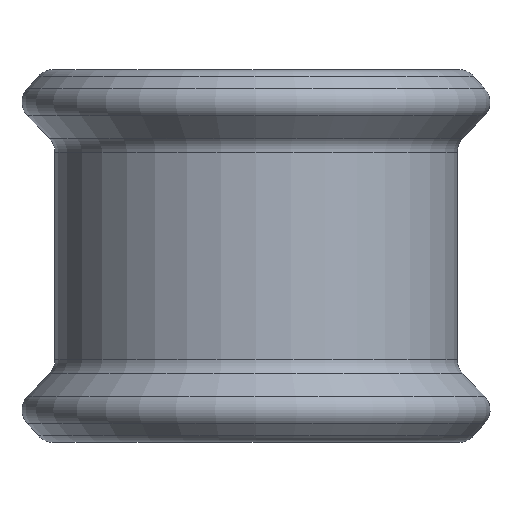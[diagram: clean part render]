
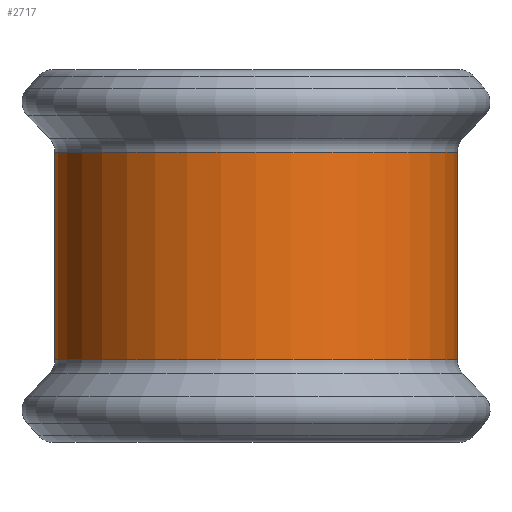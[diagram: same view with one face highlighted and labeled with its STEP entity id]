
A CAD part, front view. The second image highlights one B-rep face of the part: STEP entity #2717.
In plain terms, the highlighted cylindrical face has radius 7.747 mm (diameter 15.494 mm), a partial arc.
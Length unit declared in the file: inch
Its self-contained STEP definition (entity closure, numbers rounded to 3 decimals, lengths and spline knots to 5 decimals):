
#78 = VERTEX_POINT ( 'NONE', #873 ) ;
#97 = LINE ( 'NONE', #5053, #5041 ) ;
#214 = CARTESIAN_POINT ( 'NONE',  ( 0.25, -0.625, 0. ) ) ;
#649 = CARTESIAN_POINT ( 'NONE',  ( -0.055, -0.625, -0.15717 ) ) ;
#873 = CARTESIAN_POINT ( 'NONE',  ( 0.555, -0.625, 0.15717 ) ) ;
#1656 = ORIENTED_EDGE ( 'NONE', *, *, #2203, .F. ) ;
#1736 = CARTESIAN_POINT ( 'NONE',  ( 0.25, -0.625, 0.15717 ) ) ;
#1771 = LINE ( 'NONE', #5482, #3020 ) ;
#1811 = CARTESIAN_POINT ( 'NONE',  ( 0.555, -0.625, -0.15717 ) ) ;
#1842 = VERTEX_POINT ( 'NONE', #5815 ) ;
#1966 = CIRCLE ( 'NONE', #3986, 0.305 ) ;
#1985 = ORIENTED_EDGE ( 'NONE', *, *, #2366, .T. ) ;
#2006 = AXIS2_PLACEMENT_3D ( 'NONE', #1736, #5125, #2228 ) ;
#2051 = ORIENTED_EDGE ( 'NONE', *, *, #3223, .F. ) ;
#2129 = DIRECTION ( 'NONE',  ( 0., 0., 1. ) ) ;
#2203 = EDGE_CURVE ( 'NONE', #1842, #78, #4516, .T. ) ;
#2228 = DIRECTION ( 'NONE',  ( 1., 0., 0. ) ) ;
#2366 = EDGE_CURVE ( 'NONE', #5205, #78, #97, .T. ) ;
#2657 = DIRECTION ( 'NONE',  ( 0., 0., 1. ) ) ;
#2717 = ADVANCED_FACE ( 'NONE', ( #5385 ), #3486, .T. ) ;
#2834 = ORIENTED_EDGE ( 'NONE', *, *, #4112, .T. ) ;
#3020 = VECTOR ( 'NONE', #2129, 39.37008 ) ;
#3223 = EDGE_CURVE ( 'NONE', #4933, #1842, #1771, .T. ) ;
#3486 = CYLINDRICAL_SURFACE ( 'NONE', #6138, 0.305 ) ;
#3533 = DIRECTION ( 'NONE',  ( 1., 0., 0. ) ) ;
#3597 = DIRECTION ( 'NONE',  ( 0., 0., 1. ) ) ;
#3821 = EDGE_LOOP ( 'NONE', ( #2834, #1985, #1656, #2051 ) ) ;
#3986 = AXIS2_PLACEMENT_3D ( 'NONE', #5527, #2657, #6000 ) ;
#4112 = EDGE_CURVE ( 'NONE', #4933, #5205, #1966, .T. ) ;
#4516 = CIRCLE ( 'NONE', #2006, 0.305 ) ;
#4933 = VERTEX_POINT ( 'NONE', #649 ) ;
#5041 = VECTOR ( 'NONE', #3597, 39.37008 ) ;
#5053 = CARTESIAN_POINT ( 'NONE',  ( 0.555, -0.625, 0. ) ) ;
#5125 = DIRECTION ( 'NONE',  ( 0., 0., 1. ) ) ;
#5205 = VERTEX_POINT ( 'NONE', #1811 ) ;
#5385 = FACE_OUTER_BOUND ( 'NONE', #3821, .T. ) ;
#5429 = DIRECTION ( 'NONE',  ( 0., 0., 1. ) ) ;
#5482 = CARTESIAN_POINT ( 'NONE',  ( -0.055, -0.625, 0.15717 ) ) ;
#5527 = CARTESIAN_POINT ( 'NONE',  ( 0.25, -0.625, -0.15717 ) ) ;
#5815 = CARTESIAN_POINT ( 'NONE',  ( -0.055, -0.625, 0.15717 ) ) ;
#6000 = DIRECTION ( 'NONE',  ( 1., 0., 0. ) ) ;
#6138 = AXIS2_PLACEMENT_3D ( 'NONE', #214, #5429, #3533 ) ;
